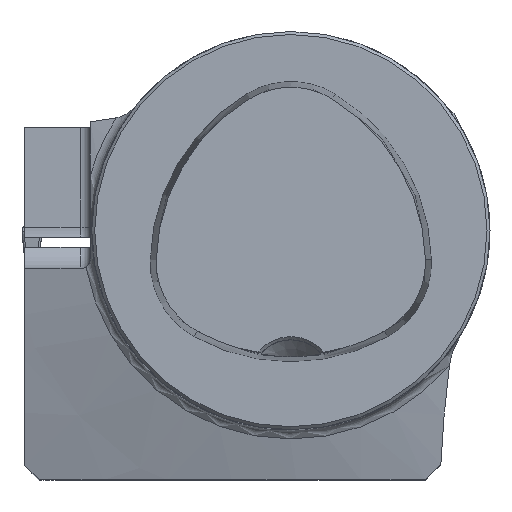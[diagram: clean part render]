
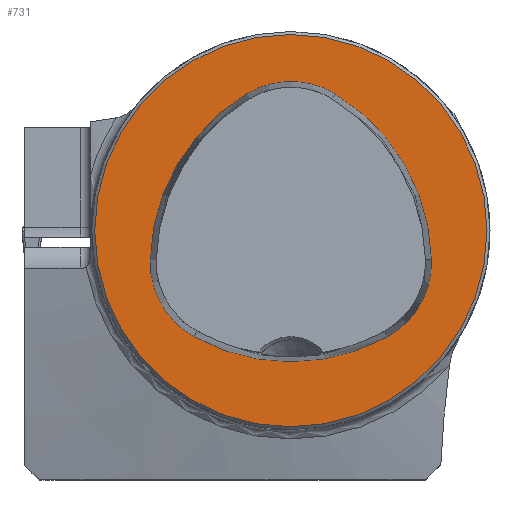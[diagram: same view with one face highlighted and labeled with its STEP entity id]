
A CAD part, top view. The second image highlights one B-rep face of the part: STEP entity #731.
In plain terms, the highlighted planar face has unit normal (0, 0, 1).
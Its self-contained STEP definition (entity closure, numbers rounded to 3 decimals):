
#154=FACE_BOUND('',#1062,.T.);
#155=FACE_BOUND('',#1063,.T.);
#245=PLANE('',#3000);
#731=ADVANCED_FACE('CU_FL_N1_SU_1',(#154,#155),#245,.T.);
#1062=EDGE_LOOP('',(#1501,#1502,#1503,#1504,#1505,#1506));
#1063=EDGE_LOOP('',(#1507));
#1217=CIRCLE('',#2991,20.063);
#1219=CIRCLE('',#2994,20.063);
#1220=CIRCLE('',#2995,8.563);
#1221=CIRCLE('',#2996,20.063);
#1222=CIRCLE('',#2997,8.563);
#1223=CIRCLE('',#2998,8.563);
#1224=CIRCLE('',#2999,19.7);
#1501=ORIENTED_EDGE('',*,*,#2541,.F.);
#1502=ORIENTED_EDGE('',*,*,#2542,.F.);
#1503=ORIENTED_EDGE('',*,*,#2543,.F.);
#1504=ORIENTED_EDGE('',*,*,#2544,.F.);
#1505=ORIENTED_EDGE('',*,*,#2538,.F.);
#1506=ORIENTED_EDGE('',*,*,#2545,.F.);
#1507=ORIENTED_EDGE('',*,*,#2546,.T.);
#2237=VERTEX_POINT('',#4582);
#2238=VERTEX_POINT('',#4584);
#2240=VERTEX_POINT('',#4590);
#2241=VERTEX_POINT('',#4591);
#2242=VERTEX_POINT('',#4593);
#2243=VERTEX_POINT('',#4595);
#2244=VERTEX_POINT('',#4599);
#2538=EDGE_CURVE('',#2237,#2238,#1217,.T.);
#2541=EDGE_CURVE('',#2240,#2241,#1219,.T.);
#2542=EDGE_CURVE('',#2242,#2240,#1220,.T.);
#2543=EDGE_CURVE('',#2243,#2242,#1221,.T.);
#2544=EDGE_CURVE('',#2238,#2243,#1222,.T.);
#2545=EDGE_CURVE('',#2241,#2237,#1223,.T.);
#2546=EDGE_CURVE('',#2244,#2244,#1224,.T.);
#2991=AXIS2_PLACEMENT_3D('',#4583,#3391,#3392);
#2994=AXIS2_PLACEMENT_3D('',#4589,#3398,#3399);
#2995=AXIS2_PLACEMENT_3D('',#4592,#3400,#3401);
#2996=AXIS2_PLACEMENT_3D('',#4594,#3402,#3403);
#2997=AXIS2_PLACEMENT_3D('',#4596,#3404,#3405);
#2998=AXIS2_PLACEMENT_3D('',#4597,#3406,#3407);
#2999=AXIS2_PLACEMENT_3D('',#4598,#3408,#3409);
#3000=AXIS2_PLACEMENT_3D('',#4600,#3410,#3411);
#3391=DIRECTION('',(0.,0.,1.));
#3392=DIRECTION('',(1.,0.,0.));
#3398=DIRECTION('',(0.,0.,1.));
#3399=DIRECTION('',(1.,0.,0.));
#3400=DIRECTION('',(0.,0.,1.));
#3401=DIRECTION('',(1.,0.,0.));
#3402=DIRECTION('',(0.,0.,1.));
#3403=DIRECTION('',(1.,0.,0.));
#3404=DIRECTION('',(0.,0.,1.));
#3405=DIRECTION('',(1.,0.,0.));
#3406=DIRECTION('',(0.,0.,1.));
#3407=DIRECTION('',(1.,0.,0.));
#3408=DIRECTION('',(0.,0.,1.));
#3409=DIRECTION('',(1.,0.,0.));
#3410=DIRECTION('',(0.,0.,1.));
#3411=DIRECTION('',(1.,0.,0.));
#4582=CARTESIAN_POINT('',(-9.704,-10.66,0.));
#4583=CARTESIAN_POINT('',(0.,6.9,0.));
#4584=CARTESIAN_POINT('',(9.704,-10.66,0.));
#4589=CARTESIAN_POINT('',(5.934,-3.451,0.));
#4590=CARTESIAN_POINT('',(-4.418,13.735,0.));
#4591=CARTESIAN_POINT('',(-14.123,-2.953,0.));
#4592=CARTESIAN_POINT('',(0.,6.4,0.));
#4593=CARTESIAN_POINT('',(4.418,13.735,0.));
#4594=CARTESIAN_POINT('',(-5.934,-3.451,0.));
#4595=CARTESIAN_POINT('',(14.123,-2.953,0.));
#4596=CARTESIAN_POINT('',(5.562,-3.165,0.));
#4597=CARTESIAN_POINT('',(-5.562,-3.165,0.));
#4598=CARTESIAN_POINT('',(0.,0.,0.));
#4599=CARTESIAN_POINT('',(19.7,0.,0.));
#4600=CARTESIAN_POINT('',(0.,0.,0.));
